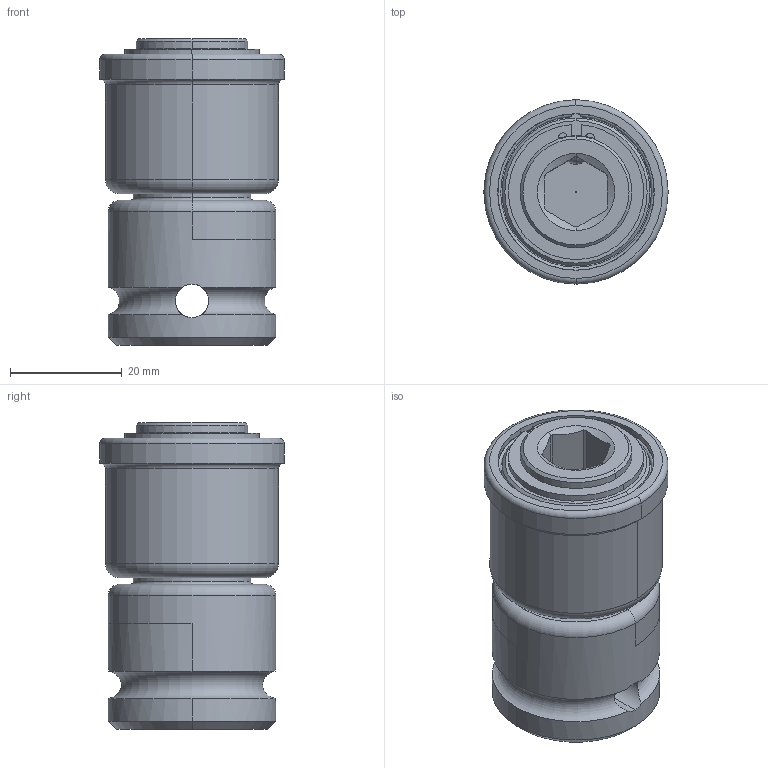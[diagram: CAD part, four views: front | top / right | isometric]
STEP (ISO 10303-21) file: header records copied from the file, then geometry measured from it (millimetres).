
FILE_DESCRIPTION((''),'2;1');
FILE_NAME('4027133603_ASM','2023-09-01T09:50:11',('a00565553'),(''),'CREO PARAMETRIC BY PTC INC, 2022414','CREO PARAMETRIC BY PTC INC, 2022414','');
FILE_SCHEMA(('CONFIG_CONTROL_DESIGN','GEOMETRIC_VALIDATION_PROPERTIES_MIM'));
Length unit declared in the file: millimetre
Products named in the file (1): 4027133603_ASM
Bounding box: 33 x 33 x 55 mm (x, y, z)
Surface area: 12712.1 mm2 (no closed solid volume)
Topology: 0 solids, 7 shells, 122 faces, 357 edges, 233 vertices
Faces by surface type: cylinder 50, plane 32, cone 22, torus 14, sphere 4
Entity records: 4601 total; most frequent: CARTESIAN_POINT 1212, DIRECTION 686, ORIENTED_EDGE 648, EDGE_CURVE 347, AXIS2_PLACEMENT_3D 289, VERTEX_POINT 233, CIRCLE 166, EDGE_LOOP 135
